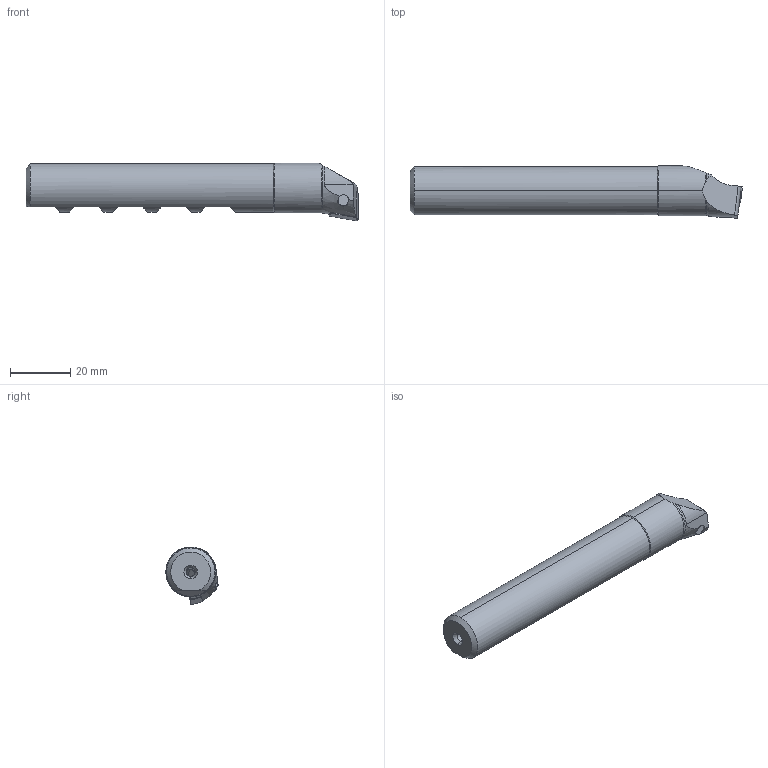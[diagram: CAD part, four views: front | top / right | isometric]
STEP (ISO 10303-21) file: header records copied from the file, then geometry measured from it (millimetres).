
FILE_DESCRIPTION (( 'STEP AP203' ), '1' );
FILE_NAME ('B22-WCB.K11.110.STEP', '2014-01-31T14:56:54', ( 'SwiAdmin' ), ( '' ), 'SwSTEP 2.0', 'SolidWorks 2012', '' );
FILE_SCHEMA (( 'CONFIG_CONTROL_DESIGN' ));
Length unit declared in the file: millimetre
Products named in the file (4): B22-WCB.K11.110_B; B22-WCB.K11.110; WCB-ER2.001.009_A; CCMT09T304
Assembly tree (3 placements, depth 2):
  B22-WCB.K11.110
    B22-WCB.K11.110_B
    CCMT09T304
    WCB-ER2.001.009_A
Bounding box: 110 x 17.34 x 19.12 mm (x, y, z)
Volume: 19451.9 mm3; surface area: 7136.6 mm2
Topology: 3 solids, 3 shells, 147 faces, 387 edges, 236 vertices
Faces by surface type: plane 45, cylinder 41, cone 37, bspline 12, torus 10, sphere 2
Entity records: 5370 total; most frequent: CARTESIAN_POINT 1643, ORIENTED_EDGE 754, DIRECTION 638, EDGE_CURVE 377, AXIS2_PLACEMENT_3D 247, VERTEX_POINT 236, EDGE_LOOP 153, ADVANCED_FACE 147
